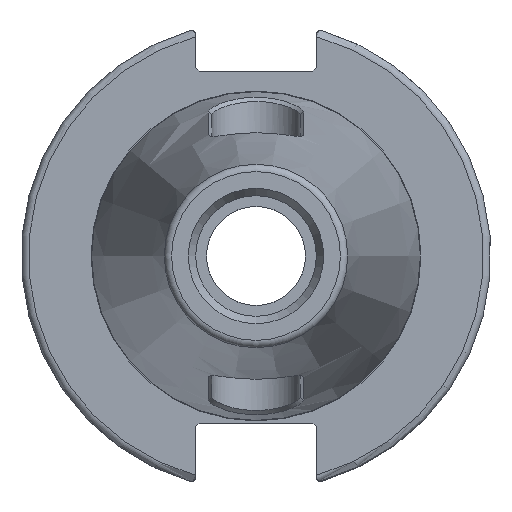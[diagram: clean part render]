
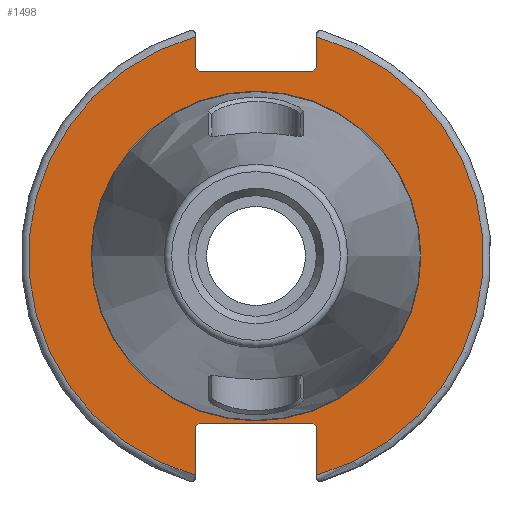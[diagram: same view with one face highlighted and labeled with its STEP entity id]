
A CAD part, left-side view. The second image highlights one B-rep face of the part: STEP entity #1498.
In plain terms, the highlighted planar face has unit normal (-1, 0, 0).
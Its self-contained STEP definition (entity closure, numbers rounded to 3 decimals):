
#168=LINE('',#3013,#269);
#169=LINE('',#3015,#270);
#170=LINE('',#3017,#271);
#171=LINE('',#3019,#272);
#172=LINE('',#3021,#273);
#173=LINE('',#3025,#274);
#174=LINE('',#3027,#275);
#175=LINE('',#3029,#276);
#176=LINE('',#3031,#277);
#177=LINE('',#3032,#278);
#269=VECTOR('',#1840,10.);
#270=VECTOR('',#1841,10.);
#271=VECTOR('',#1842,10.);
#272=VECTOR('',#1843,10.);
#273=VECTOR('',#1844,10.);
#274=VECTOR('',#1847,10.);
#275=VECTOR('',#1848,10.);
#276=VECTOR('',#1849,10.);
#277=VECTOR('',#1850,10.);
#278=VECTOR('',#1851,10.);
#337=FACE_BOUND('',#500,.T.);
#349=PLANE('',#1617);
#412=FACE_OUTER_BOUND('',#499,.T.);
#499=EDGE_LOOP('',(#1202,#1203,#1204,#1205,#1206,#1207,#1208,#1209,#1210,
#1211,#1212,#1213));
#500=EDGE_LOOP('',(#1214));
#576=CIRCLE('',#1615,22.3);
#578=CIRCLE('',#1618,30.75);
#579=CIRCLE('',#1619,30.75);
#683=VERTEX_POINT('',#3004);
#684=VERTEX_POINT('',#3009);
#685=VERTEX_POINT('',#3010);
#686=VERTEX_POINT('',#3012);
#687=VERTEX_POINT('',#3014);
#688=VERTEX_POINT('',#3016);
#689=VERTEX_POINT('',#3018);
#690=VERTEX_POINT('',#3020);
#691=VERTEX_POINT('',#3022);
#692=VERTEX_POINT('',#3024);
#693=VERTEX_POINT('',#3026);
#694=VERTEX_POINT('',#3028);
#695=VERTEX_POINT('',#3030);
#871=EDGE_CURVE('',#683,#683,#576,.T.);
#873=EDGE_CURVE('',#684,#685,#578,.T.);
#874=EDGE_CURVE('',#684,#686,#168,.T.);
#875=EDGE_CURVE('',#687,#686,#169,.T.);
#876=EDGE_CURVE('',#687,#688,#170,.T.);
#877=EDGE_CURVE('',#689,#688,#171,.T.);
#878=EDGE_CURVE('',#689,#690,#172,.T.);
#879=EDGE_CURVE('',#691,#690,#579,.T.);
#880=EDGE_CURVE('',#691,#692,#173,.T.);
#881=EDGE_CURVE('',#693,#692,#174,.T.);
#882=EDGE_CURVE('',#693,#694,#175,.T.);
#883=EDGE_CURVE('',#695,#694,#176,.T.);
#884=EDGE_CURVE('',#695,#685,#177,.T.);
#1202=ORIENTED_EDGE('',*,*,#873,.F.);
#1203=ORIENTED_EDGE('',*,*,#874,.T.);
#1204=ORIENTED_EDGE('',*,*,#875,.F.);
#1205=ORIENTED_EDGE('',*,*,#876,.T.);
#1206=ORIENTED_EDGE('',*,*,#877,.F.);
#1207=ORIENTED_EDGE('',*,*,#878,.T.);
#1208=ORIENTED_EDGE('',*,*,#879,.F.);
#1209=ORIENTED_EDGE('',*,*,#880,.T.);
#1210=ORIENTED_EDGE('',*,*,#881,.F.);
#1211=ORIENTED_EDGE('',*,*,#882,.T.);
#1212=ORIENTED_EDGE('',*,*,#883,.F.);
#1213=ORIENTED_EDGE('',*,*,#884,.T.);
#1214=ORIENTED_EDGE('',*,*,#871,.F.);
#1498=ADVANCED_FACE('',(#412,#337),#349,.T.);
#1615=AXIS2_PLACEMENT_3D('',#3006,#1832,#1833);
#1617=AXIS2_PLACEMENT_3D('',#3008,#1836,#1837);
#1618=AXIS2_PLACEMENT_3D('',#3011,#1838,#1839);
#1619=AXIS2_PLACEMENT_3D('',#3023,#1845,#1846);
#1832=DIRECTION('center_axis',(-1.,0.,0.));
#1833=DIRECTION('ref_axis',(0.,-1.,0.));
#1836=DIRECTION('center_axis',(-1.,0.,0.));
#1837=DIRECTION('ref_axis',(0.,0.,1.));
#1838=DIRECTION('center_axis',(1.,0.,0.));
#1839=DIRECTION('ref_axis',(0.,-1.,0.));
#1840=DIRECTION('',(0.,0.,-1.));
#1841=DIRECTION('',(0.,-0.707,0.707));
#1842=DIRECTION('',(0.,1.,0.));
#1843=DIRECTION('',(0.,-0.707,-0.707));
#1844=DIRECTION('',(0.,0.,1.));
#1845=DIRECTION('center_axis',(1.,0.,0.));
#1846=DIRECTION('ref_axis',(0.,1.,0.));
#1847=DIRECTION('',(0.,0.,1.));
#1848=DIRECTION('',(0.,0.707,-0.707));
#1849=DIRECTION('',(0.,-1.,0.));
#1850=DIRECTION('',(0.,0.707,0.707));
#1851=DIRECTION('',(0.,0.,-1.));
#3004=CARTESIAN_POINT('',(3.175,0.,22.3));
#3006=CARTESIAN_POINT('Origin',(3.175,0.,0.));
#3008=CARTESIAN_POINT('Origin',(3.175,31.75,0.));
#3009=CARTESIAN_POINT('',(3.175,-8.19,29.639));
#3010=CARTESIAN_POINT('',(3.175,-8.19,-29.639));
#3011=CARTESIAN_POINT('Origin',(3.175,0.,0.));
#3012=CARTESIAN_POINT('',(3.175,-8.19,25.5));
#3013=CARTESIAN_POINT('',(3.175,-8.19,12.5));
#3014=CARTESIAN_POINT('',(3.175,-7.69,25.));
#3015=CARTESIAN_POINT('',(3.175,8.295,9.015));
#3016=CARTESIAN_POINT('',(3.175,7.69,25.));
#3017=CARTESIAN_POINT('',(3.175,15.875,25.));
#3018=CARTESIAN_POINT('',(3.175,8.19,25.5));
#3019=CARTESIAN_POINT('',(3.175,7.58,24.89));
#3020=CARTESIAN_POINT('',(3.175,8.19,29.639));
#3021=CARTESIAN_POINT('',(3.175,8.19,12.5));
#3022=CARTESIAN_POINT('',(3.175,8.19,-29.639));
#3023=CARTESIAN_POINT('Origin',(3.175,0.,0.));
#3024=CARTESIAN_POINT('',(3.175,8.19,-23.1));
#3025=CARTESIAN_POINT('',(3.175,8.19,-11.3));
#3026=CARTESIAN_POINT('',(3.175,7.69,-22.6));
#3027=CARTESIAN_POINT('',(3.175,8.18,-23.09));
#3028=CARTESIAN_POINT('',(3.175,-7.69,-22.6));
#3029=CARTESIAN_POINT('',(3.175,15.875,-22.6));
#3030=CARTESIAN_POINT('',(3.175,-8.19,-23.1));
#3031=CARTESIAN_POINT('',(3.175,7.695,-7.215));
#3032=CARTESIAN_POINT('',(3.175,-8.19,-11.3));
